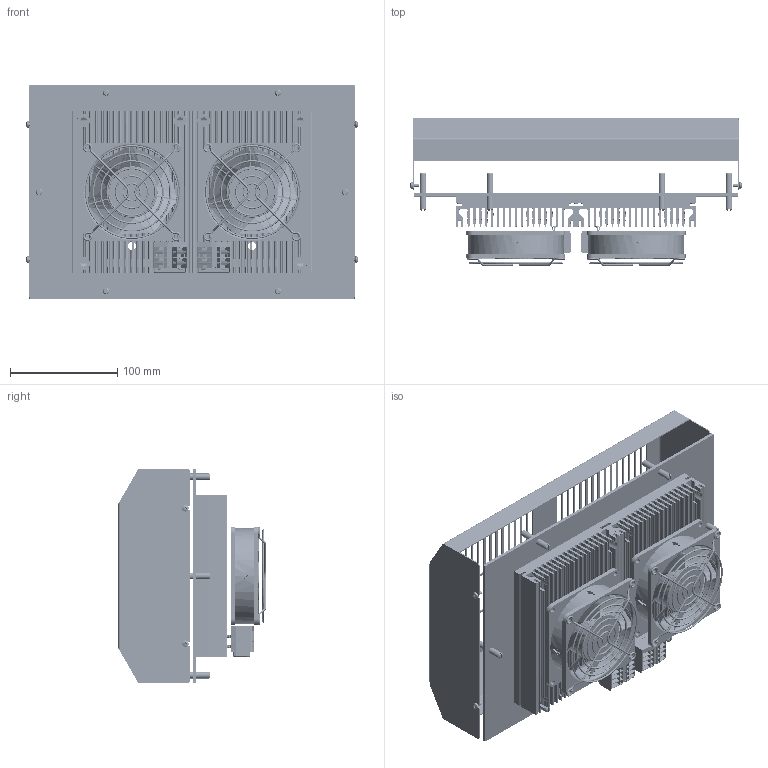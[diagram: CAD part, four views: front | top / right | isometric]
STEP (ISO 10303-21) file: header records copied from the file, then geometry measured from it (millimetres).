
FILE_DESCRIPTION((''),'2;1');
FILE_NAME('TG3102-REDESIGN2015_ASM_1_ASM','2024-02-07T13:23:37',('alexcam'),(''),'CREO PARAMETRIC BY PTC INC, 2023294','CREO PARAMETRIC BY PTC INC, 2023294','');
FILE_SCHEMA(('AUTOMOTIVE_DESIGN { 1 0 10303 214 1 1 1 1 }'));
Products named in the file (16): TG3102-18528-AMB-INS-NEW_1; SET_SCREW_M6X35_1; TG3102-AMB-REDESIGN2015_ASM_1_ASM; TG3050-41814-INT-HS_1; SUPU_MINI-TERMINAL_BLOCK_254_1; SUPU_END_PLATE_254SERIES_1; SUPU_254_MINI-TERMINAL_BLOCK__1_ASM; TG3050_PWR_LABEL_INTFAN_1; TG3050_PWR_LABEL_AMBFAN_1; TG3102-INT-INS-2023_1; 3414NM_1; FINGER_GUARD_92X92_AXIAL_FAN_1; TG3102-INT-REDESIGN2015_ASM_1_ASM; TG3102-42292-SEIF-COVER_1; SCREW_DIN_7985-M3X6-4_8_1; TG3102-REDESIGN2015_ASM_1_ASM
Assembly tree (28 placements, depth 4):
  TG3102-REDESIGN2015_ASM_1_ASM
    TG3102-AMB-REDESIGN2015_ASM_1_ASM
      TG3102-18528-AMB-INS-NEW_1
      SET_SCREW_M6X35_1  x6
    TG3102-INT-REDESIGN2015_ASM_1_ASM
      TG3050-41814-INT-HS_1  x2
      SUPU_254_MINI-TERMINAL_BLOCK__1_ASM  x2
        SUPU_MINI-TERMINAL_BLOCK_254_1
        SUPU_END_PLATE_254SERIES_1
      TG3050_PWR_LABEL_INTFAN_1
      TG3050_PWR_LABEL_AMBFAN_1
      TG3102-INT-INS-2023_1
      3414NM_1  x2
      FINGER_GUARD_92X92_AXIAL_FAN_1  x2
    TG3102-42292-SEIF-COVER_1
    SCREW_DIN_7985-M3X6-4_8_1  x4
Bounding box: 309.23 x 137.55 x 200 mm (x, y, z)
Volume: 1006896.4 mm3; surface area: 720725 mm2
Topology: 27 solids, 31 shells, 10420 faces, 32402 edges, 22144 vertices
Faces by surface type: plane 7454, cylinder 2138, extrusion 254, torus 252, cone 188, bspline 98, sphere 36
Entity records: 188607 total; most frequent: CARTESIAN_POINT 38615, ORIENTED_EDGE 27344, DIRECTION 23161, EDGE_CURVE 13672, VECTOR 9533, VERTEX_POINT 9413, LINE 9369, PRESENTATION_STYLE_ASSIGNMENT 8968
